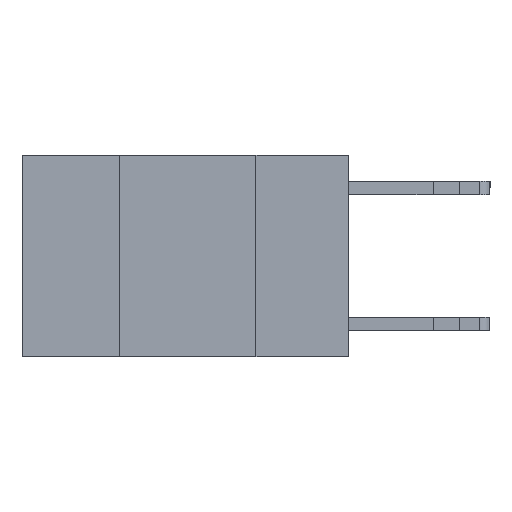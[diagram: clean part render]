
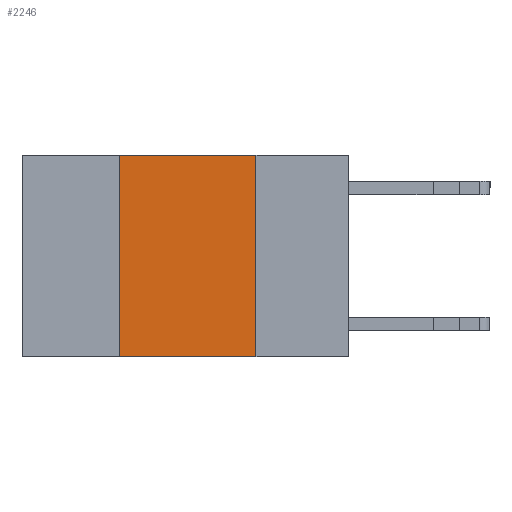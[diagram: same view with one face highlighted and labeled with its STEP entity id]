
A CAD part, left-side view. The second image highlights one B-rep face of the part: STEP entity #2246.
In plain terms, the highlighted planar face has unit normal (-1, 0, 0).
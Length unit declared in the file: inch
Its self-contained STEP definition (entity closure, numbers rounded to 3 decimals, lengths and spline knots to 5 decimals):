
#1019 = ORIENTED_EDGE ( 'NONE', *, *, #2542, .F. ) ;
#1523 = CARTESIAN_POINT ( 'NONE',  ( 0., 0.42, 0. ) ) ;
#1704 = LINE ( 'NONE', #4171, #14440 ) ;
#2197 = AXIS2_PLACEMENT_3D ( 'NONE', #2700, #9125, #6535 ) ;
#2246 = ADVANCED_FACE ( 'NONE', ( #6618 ), #9378, .F. ) ;
#2440 = CARTESIAN_POINT ( 'NONE',  ( 0., 0.42, -0.37 ) ) ;
#2517 = LINE ( 'NONE', #11808, #9226 ) ;
#2542 = EDGE_CURVE ( 'NONE', #4756, #14330, #12759, .T. ) ;
#2700 = CARTESIAN_POINT ( 'NONE',  ( 0., 0.6, 0. ) ) ;
#4005 = DIRECTION ( 'NONE',  ( 0., 0., -1. ) ) ;
#4171 = CARTESIAN_POINT ( 'NONE',  ( 0., 0.6, -0.37 ) ) ;
#4715 = DIRECTION ( 'NONE',  ( 0., -1., 0. ) ) ;
#4756 = VERTEX_POINT ( 'NONE', #1523 ) ;
#5640 = ORIENTED_EDGE ( 'NONE', *, *, #8161, .F. ) ;
#5911 = VECTOR ( 'NONE', #4005, 39.37008 ) ;
#6356 = LINE ( 'NONE', #16899, #5911 ) ;
#6535 = DIRECTION ( 'NONE',  ( 0., 0., -1. ) ) ;
#6618 = FACE_OUTER_BOUND ( 'NONE', #10360, .T. ) ;
#6768 = EDGE_CURVE ( 'NONE', #12106, #4756, #2517, .T. ) ;
#7307 = CARTESIAN_POINT ( 'NONE',  ( 0., 0.6, 0. ) ) ;
#7409 = CARTESIAN_POINT ( 'NONE',  ( 0., 0.17, -0.37 ) ) ;
#8161 = EDGE_CURVE ( 'NONE', #14330, #12105, #6356, .T. ) ;
#8344 = VECTOR ( 'NONE', #4715, 39.37008 ) ;
#8400 = DIRECTION ( 'NONE',  ( 0., -1., 0. ) ) ;
#8413 = CARTESIAN_POINT ( 'NONE',  ( 0., 0.17, 0. ) ) ;
#9125 = DIRECTION ( 'NONE',  ( 1., 0., 0. ) ) ;
#9226 = VECTOR ( 'NONE', #14662, 39.37008 ) ;
#9378 = PLANE ( 'NONE',  #2197 ) ;
#10360 = EDGE_LOOP ( 'NONE', ( #5640, #1019, #10841, #12695 ) ) ;
#10841 = ORIENTED_EDGE ( 'NONE', *, *, #6768, .F. ) ;
#11808 = CARTESIAN_POINT ( 'NONE',  ( 0., 0.42, 0. ) ) ;
#12105 = VERTEX_POINT ( 'NONE', #7409 ) ;
#12106 = VERTEX_POINT ( 'NONE', #2440 ) ;
#12695 = ORIENTED_EDGE ( 'NONE', *, *, #15875, .T. ) ;
#12759 = LINE ( 'NONE', #7307, #8344 ) ;
#14330 = VERTEX_POINT ( 'NONE', #8413 ) ;
#14440 = VECTOR ( 'NONE', #8400, 39.37008 ) ;
#14662 = DIRECTION ( 'NONE',  ( 0., 0., 1. ) ) ;
#15875 = EDGE_CURVE ( 'NONE', #12106, #12105, #1704, .T. ) ;
#16899 = CARTESIAN_POINT ( 'NONE',  ( 0., 0.17, 0. ) ) ;
